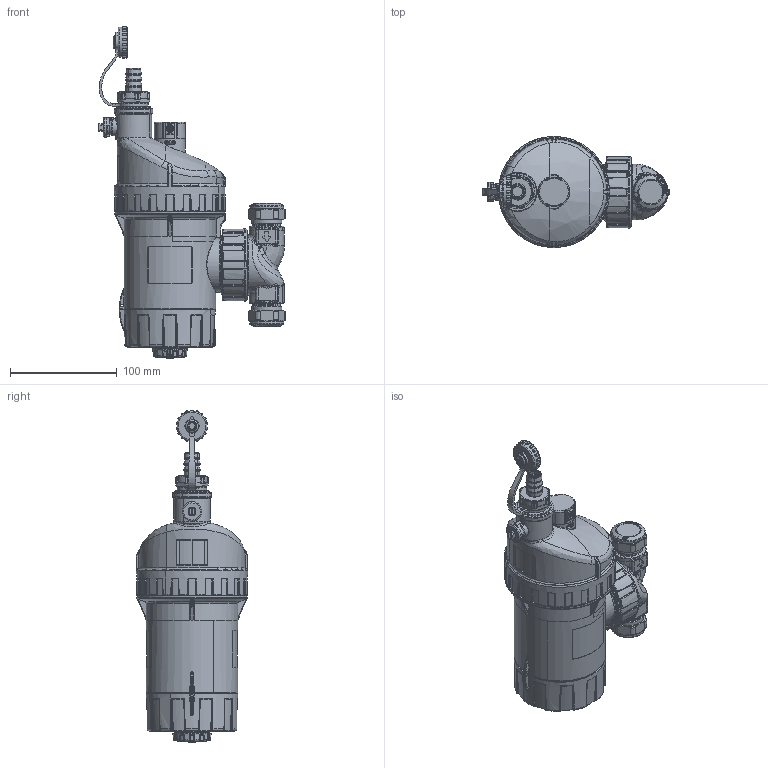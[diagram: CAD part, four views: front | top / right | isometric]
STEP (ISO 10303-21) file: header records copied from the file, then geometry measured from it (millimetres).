
FILE_DESCRIPTION(('CATIA V5 STEP Exchange','CAx-IF Rec.Pracs.--- Model Styling and Organization---1.5--- 2016-08-15','CAx-IF Rec.Pracs.---Supplemental Geometry---1.0---2011-11-01','CAx-IF Rec.Pracs.--- Composite Materials ---3.4---2017-06-13','CAx-IF Rec.Pracs.---Tessellated 3D Geometry---1.0---2015-12-17'),'2;1');
FILE_NAME('STEP_577200_-_TST.stp','2024-03-21T16:14:13+00:00',('none'),('none'),'CATIA Version 5-6 Release 2020 SP5','CATIA V5 STEP AP242 v2','none');
FILE_SCHEMA(('AP242_MANAGED_MODEL_BASED_3D_ENGINEERING_MIM_LF {1 0 10303 442 1 1 4}'));
Products named in the file (1): 577200 - TST
Bounding box: 174.74 x 104.1 x 310.5 mm (x, y, z)
Volume: 1409235.9 mm3; surface area: 121137.6 mm2
Topology: 1 solids, 7 shells, 4648 faces, 11002 edges, 6052 vertices
Faces by surface type: bspline 2523, cylinder 598, torus 505, plane 382, cone 350, sphere 283, revolution 7
Entity records: 255274 total; most frequent: CARTESIAN_POINT 176689, ORIENTED_EDGE 21242, EDGE_CURVE 10621, B_SPLINE_CURVE_WITH_KNOTS 7118, DIRECTION 6687, VERTEX_POINT 6052, EDGE_LOOP 4729, ADVANCED_FACE 4648
